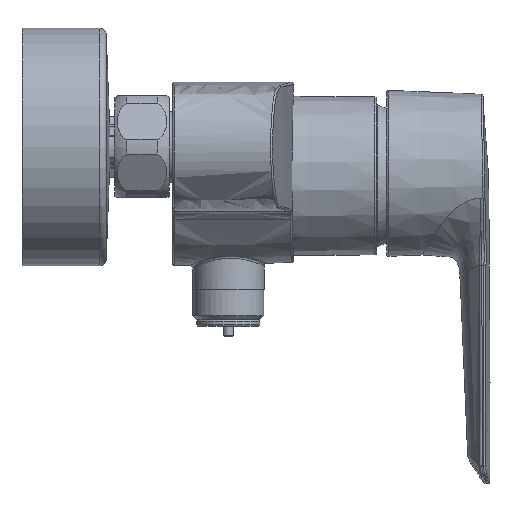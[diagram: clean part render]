
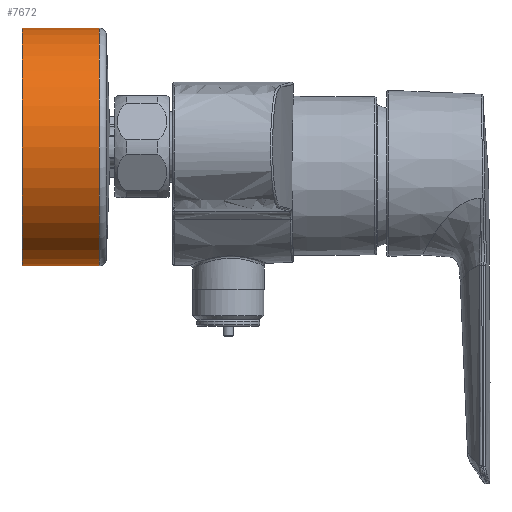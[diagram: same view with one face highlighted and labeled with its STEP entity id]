
A CAD part, front view. The second image highlights one B-rep face of the part: STEP entity #7672.
In plain terms, the highlighted cylindrical face has radius 35 mm (diameter 70 mm), a full revolution.
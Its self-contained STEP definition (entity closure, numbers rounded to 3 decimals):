
#2033=ORIENTED_EDGE('',*,*,#3980,.T.);
#2034=ORIENTED_EDGE('',*,*,#3981,.F.);
#3980=EDGE_CURVE('',#5361,#5361,#6488,.T.);
#3981=EDGE_CURVE('',#5362,#5362,#6489,.T.);
#5361=VERTEX_POINT('',#11732);
#5362=VERTEX_POINT('',#11734);
#6488=CIRCLE('',#9304,35.);
#6489=CIRCLE('',#9305,35.);
#6826=EDGE_LOOP('',(#2033));
#6827=EDGE_LOOP('',(#2034));
#7217=FACE_BOUND('',#6826,.T.);
#7218=FACE_BOUND('',#6827,.T.);
#7604=CYLINDRICAL_SURFACE('',#9303,35.);
#7672=ADVANCED_FACE('',(#7217,#7218),#7604,.T.);
#9303=AXIS2_PLACEMENT_3D('',#11730,#9911,#9912);
#9304=AXIS2_PLACEMENT_3D('',#11731,#9913,#9914);
#9305=AXIS2_PLACEMENT_3D('',#11733,#9915,#9916);
#9911=DIRECTION('',(-1.,0.,0.));
#9912=DIRECTION('',(0.,0.,1.));
#9913=DIRECTION('',(-1.,0.,0.));
#9914=DIRECTION('',(0.,0.,1.));
#9915=DIRECTION('',(-1.,0.,0.));
#9916=DIRECTION('',(0.,0.,-1.));
#11730=CARTESIAN_POINT('',(-18.31,-75.,-17.5));
#11731=CARTESIAN_POINT('',(-21.527,-75.,-17.5));
#11732=CARTESIAN_POINT('',(-21.527,-75.,17.5));
#11733=CARTESIAN_POINT('',(-44.31,-75.,-17.5));
#11734=CARTESIAN_POINT('',(-44.31,-75.,-52.5));
